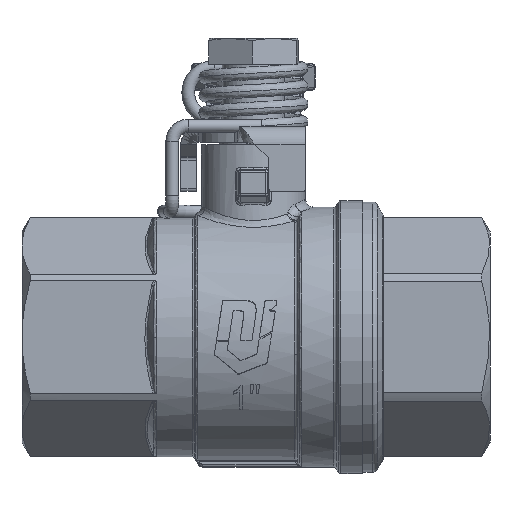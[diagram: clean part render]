
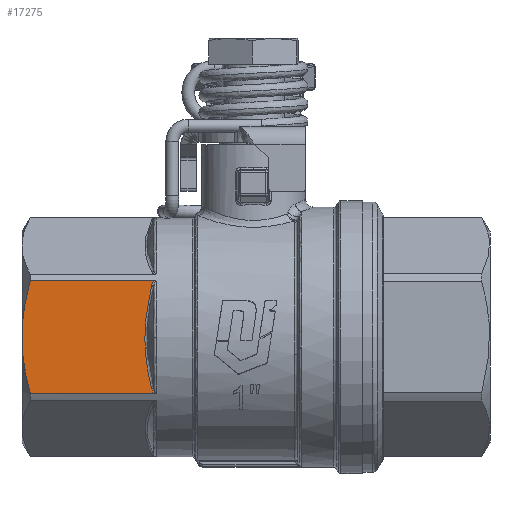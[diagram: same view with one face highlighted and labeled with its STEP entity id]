
A CAD part, front view. The second image highlights one B-rep face of the part: STEP entity #17275.
In plain terms, the highlighted planar face has unit normal (0, -1, 0).
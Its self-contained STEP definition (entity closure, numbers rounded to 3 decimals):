
#6028=CARTESIAN_POINT('',(-19.048,-20.25,-10.905));
#6029=VERTEX_POINT('',#6028);
#6043=CARTESIAN_POINT('',(-42.912,-20.25,-10.906));
#6044=VERTEX_POINT('',#6043);
#6045=CARTESIAN_POINT('',(-42.912,-20.25,-10.906));
#6046=DIRECTION('',(1.,-0.,-0.));
#6047=VECTOR('',#6046,23.864);
#6048=LINE('',#6045,#6047);
#6049=EDGE_CURVE('',#6044,#6029,#6048,.T.);
#6375=CARTESIAN_POINT('',(-42.912,-20.25,10.906));
#6376=VERTEX_POINT('',#6375);
#6384=CARTESIAN_POINT('',(-19.048,-20.25,10.905));
#6385=VERTEX_POINT('',#6384);
#6386=CARTESIAN_POINT('',(-19.049,-20.25,10.906));
#6387=DIRECTION('',(-1.,0.,0.));
#6388=VECTOR('',#6387,23.864);
#6389=LINE('',#6386,#6388);
#6390=EDGE_CURVE('',#6385,#6376,#6389,.T.);
#17077=CARTESIAN_POINT('',(-19.577,-20.25,9.922));
#17078=VERTEX_POINT('',#17077);
#17079=CARTESIAN_POINT('',(-19.048,-20.25,10.905));
#17080=CARTESIAN_POINT('',(-19.064,-20.25,10.891));
#17081=CARTESIAN_POINT('',(-19.192,-20.25,10.786));
#17082=CARTESIAN_POINT('',(-19.407,-20.25,10.47));
#17083=CARTESIAN_POINT('',(-19.526,-20.25,10.129));
#17084=CARTESIAN_POINT('',(-19.577,-20.25,9.922));
#17085=B_SPLINE_CURVE_WITH_KNOTS('',3,(#17079,#17080,#17081,#17082,#17083,#17084),.UNSPECIFIED.,.F.,.F.,(4,1,1,4),(-0.113,-0.107,-0.064,0.),.UNSPECIFIED.);
#17086=EDGE_CURVE('',#6385,#17078,#17085,.T.);
#17163=CARTESIAN_POINT('',(-19.577,-20.25,-9.922));
#17164=VERTEX_POINT('',#17163);
#17192=CARTESIAN_POINT('',(-19.577,-20.25,9.922));
#17193=CARTESIAN_POINT('',(-20.5,-20.25,6.216));
#17194=CARTESIAN_POINT('',(-21.367,-20.25,-0.492));
#17195=CARTESIAN_POINT('',(-20.27,-20.25,-7.142));
#17196=CARTESIAN_POINT('',(-19.577,-20.25,-9.922));
#17197=B_SPLINE_CURVE_WITH_KNOTS('',3,(#17192,#17193,#17194,#17195,#17196),.UNSPECIFIED.,.F.,.F.,(4,1,4),(0.,1.146,2.005),.UNSPECIFIED.);
#17198=EDGE_CURVE('',#17078,#17164,#17197,.T.);
#17237=CARTESIAN_POINT('',(-19.577,-20.25,-9.922));
#17238=CARTESIAN_POINT('',(-19.526,-20.25,-10.129));
#17239=CARTESIAN_POINT('',(-19.407,-20.25,-10.47));
#17240=CARTESIAN_POINT('',(-19.192,-20.25,-10.786));
#17241=CARTESIAN_POINT('',(-19.064,-20.25,-10.891));
#17242=CARTESIAN_POINT('',(-19.048,-20.25,-10.905));
#17243=B_SPLINE_CURVE_WITH_KNOTS('',3,(#17237,#17238,#17239,#17240,#17241,#17242),.UNSPECIFIED.,.F.,.F.,(4,1,1,4),(-0.21,-0.145,-0.103,-0.096),.UNSPECIFIED.);
#17244=EDGE_CURVE('',#17164,#6029,#17243,.T.);
#17249=CARTESIAN_POINT('',(-44.5,-20.25,-10.906));
#17250=DIRECTION('',(0.,-1.,0.));
#17251=DIRECTION('',(0.,-0.,-1.));
#17252=AXIS2_PLACEMENT_3D('',#17249,#17250,#17251);
#17253=PLANE('',#17252);
#17254=ORIENTED_EDGE('',*,*,#17244,.F.);
#17255=ORIENTED_EDGE('',*,*,#17198,.F.);
#17256=ORIENTED_EDGE('',*,*,#17086,.F.);
#17257=ORIENTED_EDGE('',*,*,#6390,.T.);
#17258=CARTESIAN_POINT('',(-44.5,-20.25,0.));
#17259=VERTEX_POINT('',#17258);
#17260=CARTESIAN_POINT('',(-42.912,-20.25,10.906));
#17261=CARTESIAN_POINT('',(-44.5,-20.25,5.106));
#17262=CARTESIAN_POINT('',(-44.5,-20.25,0.));
#17263=(BOUNDED_CURVE()
B_SPLINE_CURVE(2,(#17260,#17261,#17262),.UNSPECIFIED.,.F.,.F.)
B_SPLINE_CURVE_WITH_KNOTS((3,3),(0.,1.105),.UNSPECIFIED.)
CURVE()
GEOMETRIC_REPRESENTATION_ITEM()
RATIONAL_B_SPLINE_CURVE((1.,1.033,1.))
REPRESENTATION_ITEM(''));
#17264=EDGE_CURVE('',#6376,#17259,#17263,.T.);
#17265=ORIENTED_EDGE('',*,*,#17264,.T.);
#17266=CARTESIAN_POINT('',(-44.5,-20.25,0.));
#17267=CARTESIAN_POINT('',(-44.5,-20.25,-5.106));
#17268=CARTESIAN_POINT('',(-42.912,-20.25,-10.906));
#17269=(BOUNDED_CURVE()
B_SPLINE_CURVE(2,(#17266,#17267,#17268),.UNSPECIFIED.,.F.,.F.)
B_SPLINE_CURVE_WITH_KNOTS((3,3),(1.105,2.209),.UNSPECIFIED.)
CURVE()
GEOMETRIC_REPRESENTATION_ITEM()
RATIONAL_B_SPLINE_CURVE((1.,1.033,1.))
REPRESENTATION_ITEM(''));
#17270=EDGE_CURVE('',#17259,#6044,#17269,.T.);
#17271=ORIENTED_EDGE('',*,*,#17270,.T.);
#17272=ORIENTED_EDGE('',*,*,#6049,.T.);
#17273=EDGE_LOOP('',(#17254,#17255,#17256,#17257,#17265,#17271,#17272));
#17274=FACE_BOUND('',#17273,.T.);
#17275=ADVANCED_FACE('',(#17274),#17253,.T.);
